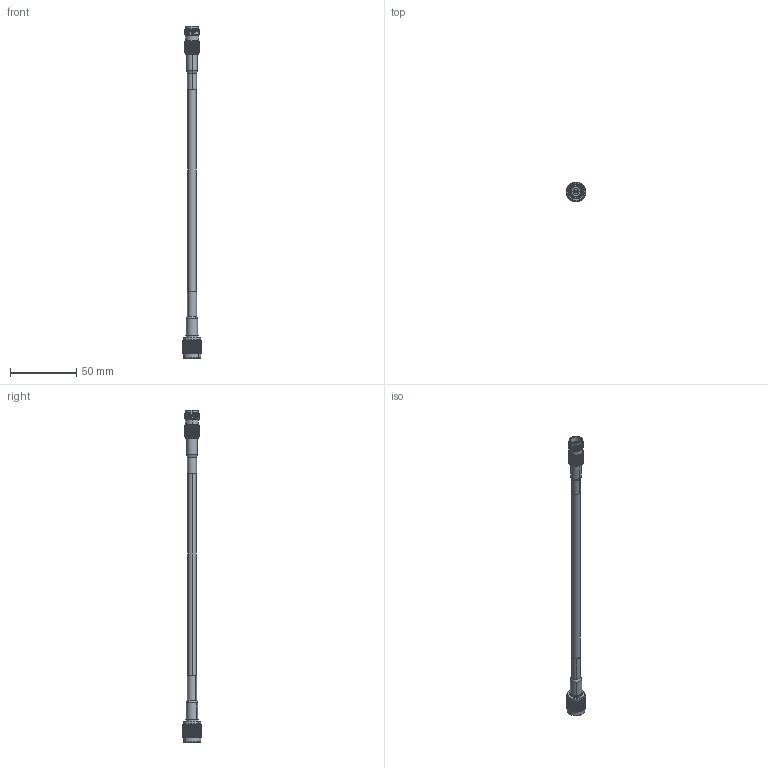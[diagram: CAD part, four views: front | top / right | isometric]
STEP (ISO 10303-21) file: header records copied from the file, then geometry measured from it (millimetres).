
FILE_DESCRIPTION (( 'STEP AP203' ), '1' );
FILE_NAME ('PE3C0994-HS.step', '2020-09-09T16:31:55', ( '' ), ( '' ), 'SwSTEP 2.0', 'SolidWorks 2018', '' );
FILE_SCHEMA (( 'CONFIG_CONTROL_DESIGN' ));
Products named in the file (4): LMR-240^PE3C0994-HS_LMR-240; PE3C0994-HS; PE44634^PE3C0994-HS_Heat Shrink; PE44636^PE3C0994-HS_Heat Shrink
Assembly tree (3 placements, depth 2):
  PE3C0994-HS
    LMR-240^PE3C0994-HS_LMR-240
    PE44634^PE3C0994-HS_Heat Shrink
    PE44636^PE3C0994-HS_Heat Shrink
Bounding box: 14.5 x 14.5 x 251.5 mm (x, y, z)
Volume: 10698.9 mm3; surface area: 7886.4 mm2
Topology: 3 solids, 3 shells, 2836 faces, 6139 edges, 3322 vertices
Faces by surface type: bspline 2010, cylinder 634, plane 148, cone 44
Entity records: 109769 total; most frequent: CARTESIAN_POINT 70803, ORIENTED_EDGE 12278, EDGE_CURVE 6139, VERTEX_POINT 3322, EDGE_LOOP 2849, ADVANCED_FACE 2836, FACE_OUTER_BOUND 2836, DIRECTION 2739
